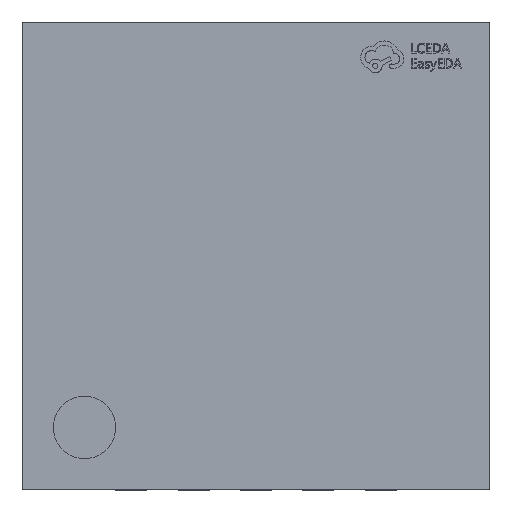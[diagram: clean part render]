
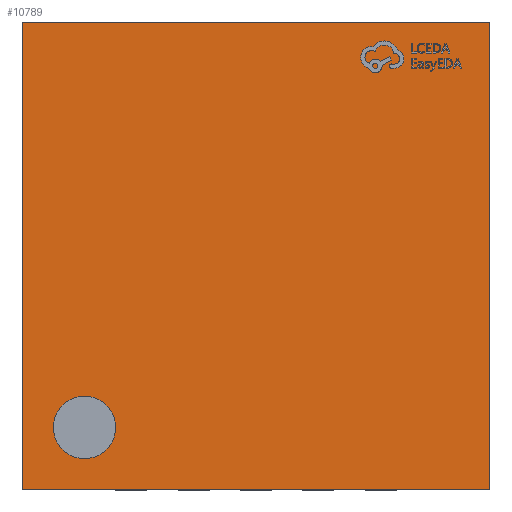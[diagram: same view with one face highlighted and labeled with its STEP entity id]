
A CAD part, top view. The second image highlights one B-rep face of the part: STEP entity #10789.
In plain terms, the highlighted planar face has unit normal (0, 0, 1).
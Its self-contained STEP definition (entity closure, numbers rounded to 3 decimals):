
#10754 = VERTEX_POINT('',#10755);
#10755 = CARTESIAN_POINT('',(-0.9,-1.1,0.75));
#10761 = EDGE_CURVE('',#10762,#10754,#10764,.T.);
#10762 = VERTEX_POINT('',#10763);
#10763 = CARTESIAN_POINT('',(-1.3,-1.1,0.75));
#10764 = CIRCLE('',#10765,0.2);
#10765 = AXIS2_PLACEMENT_3D('',#10766,#10767,#10768);
#10766 = CARTESIAN_POINT('',(-1.1,-1.1,0.75));
#10767 = DIRECTION('',(0.,0.,1.));
#10768 = DIRECTION('',(1.,0.,-0.));
#10789 = ADVANCED_FACE('',(#10790,#10800),#10834,.T.);
#10790 = FACE_BOUND('',#10791,.T.);
#10791 = EDGE_LOOP('',(#10792,#10799));
#10792 = ORIENTED_EDGE('',*,*,#10793,.F.);
#10793 = EDGE_CURVE('',#10754,#10762,#10794,.T.);
#10794 = CIRCLE('',#10795,0.2);
#10795 = AXIS2_PLACEMENT_3D('',#10796,#10797,#10798);
#10796 = CARTESIAN_POINT('',(-1.1,-1.1,0.75));
#10797 = DIRECTION('',(0.,0.,1.));
#10798 = DIRECTION('',(1.,0.,-0.));
#10799 = ORIENTED_EDGE('',*,*,#10761,.F.);
#10800 = FACE_BOUND('',#10801,.T.);
#10801 = EDGE_LOOP('',(#10802,#10812,#10820,#10828));
#10802 = ORIENTED_EDGE('',*,*,#10803,.T.);
#10803 = EDGE_CURVE('',#10804,#10806,#10808,.T.);
#10804 = VERTEX_POINT('',#10805);
#10805 = CARTESIAN_POINT('',(1.5,-1.5,0.75));
#10806 = VERTEX_POINT('',#10807);
#10807 = CARTESIAN_POINT('',(1.5,1.5,0.75));
#10808 = LINE('',#10809,#10810);
#10809 = CARTESIAN_POINT('',(1.5,1.5,0.75));
#10810 = VECTOR('',#10811,1.);
#10811 = DIRECTION('',(0.,1.,0.));
#10812 = ORIENTED_EDGE('',*,*,#10813,.T.);
#10813 = EDGE_CURVE('',#10806,#10814,#10816,.T.);
#10814 = VERTEX_POINT('',#10815);
#10815 = CARTESIAN_POINT('',(-1.5,1.5,0.75));
#10816 = LINE('',#10817,#10818);
#10817 = CARTESIAN_POINT('',(-1.5,1.5,0.75));
#10818 = VECTOR('',#10819,1.);
#10819 = DIRECTION('',(-1.,-0.,-0.));
#10820 = ORIENTED_EDGE('',*,*,#10821,.T.);
#10821 = EDGE_CURVE('',#10814,#10822,#10824,.T.);
#10822 = VERTEX_POINT('',#10823);
#10823 = CARTESIAN_POINT('',(-1.5,-1.5,0.75));
#10824 = LINE('',#10825,#10826);
#10825 = CARTESIAN_POINT('',(-1.5,1.5,0.75));
#10826 = VECTOR('',#10827,1.);
#10827 = DIRECTION('',(0.,-1.,0.));
#10828 = ORIENTED_EDGE('',*,*,#10829,.T.);
#10829 = EDGE_CURVE('',#10822,#10804,#10830,.T.);
#10830 = LINE('',#10831,#10832);
#10831 = CARTESIAN_POINT('',(-1.5,-1.5,0.75));
#10832 = VECTOR('',#10833,1.);
#10833 = DIRECTION('',(1.,0.,0.));
#10834 = PLANE('',#10835);
#10835 = AXIS2_PLACEMENT_3D('',#10836,#10837,#10838);
#10836 = CARTESIAN_POINT('',(0.,0.,0.75)
  );
#10837 = DIRECTION('',(0.,0.,1.));
#10838 = DIRECTION('',(1.,0.,-0.));
